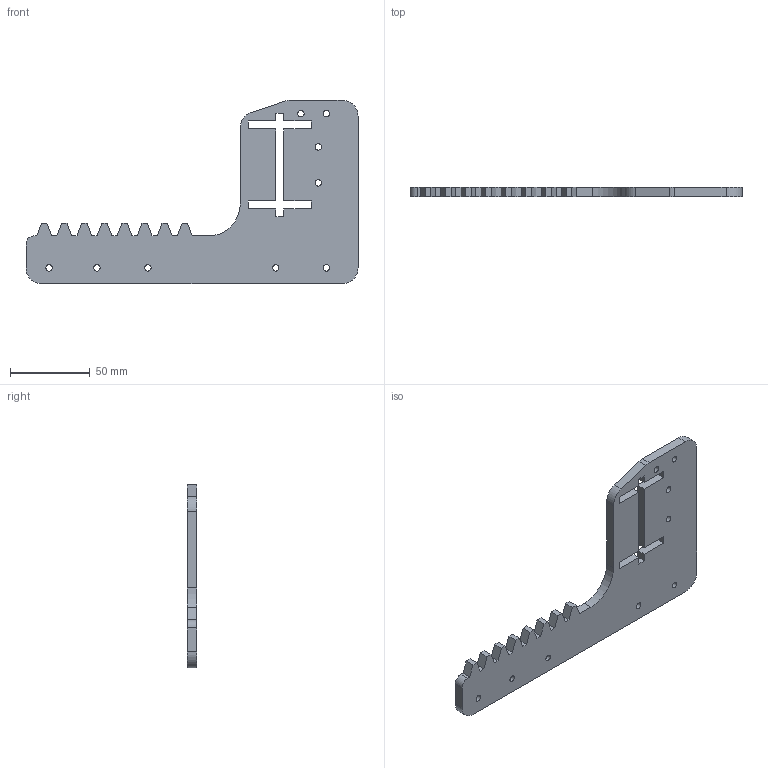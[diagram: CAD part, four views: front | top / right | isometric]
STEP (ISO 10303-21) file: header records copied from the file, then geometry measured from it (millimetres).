
FILE_DESCRIPTION(/* description */ (''),/* implementation_level */ '2;1');
FILE_NAME(/* name */ 'Rack.step',/* time_stamp */ '2020-04-03T12:42:42+07:00',/* author */ (''),/* organization */ (''),/* preprocessor_version */ 'ST-DEVELOPER v18',/* originating_system */ 'Autodesk Translation Framework v8.12.0.6',/* authorisation */ '');
FILE_SCHEMA (('AUTOMOTIVE_DESIGN { 1 0 10303 214 3 1 1 }'));
Length unit declared in the file: millimetre
Products named in the file (2): Rack_2; Component2
Assembly tree (1 placements, depth 2):
  Rack_2
    Component2
Bounding box: 207.8 x 6 x 115 mm (x, y, z)
Volume: 71828.5 mm3; surface area: 30523.5 mm2
Topology: 1 solids, 1 shells, 209 faces, 588 edges, 392 vertices
Faces by surface type: plane 131, bspline 62, cylinder 16
Full cylindrical faces by diameter (mm): 4 x9
Entity records: 7347 total; most frequent: CARTESIAN_POINT 2246, ORIENTED_EDGE 1176, DIRECTION 796, EDGE_CURVE 588, LINE 432, VECTOR 432, VERTEX_POINT 392, EDGE_LOOP 240
